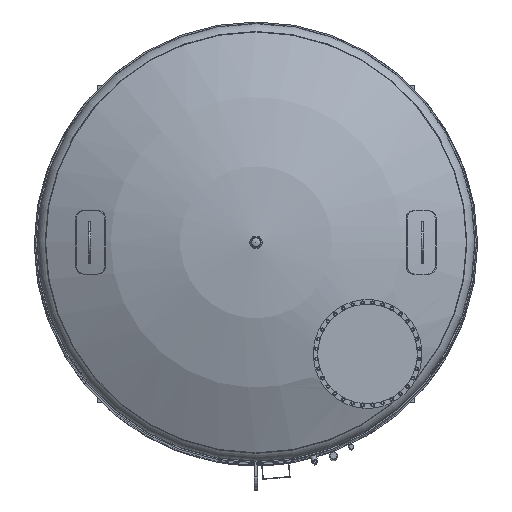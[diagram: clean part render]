
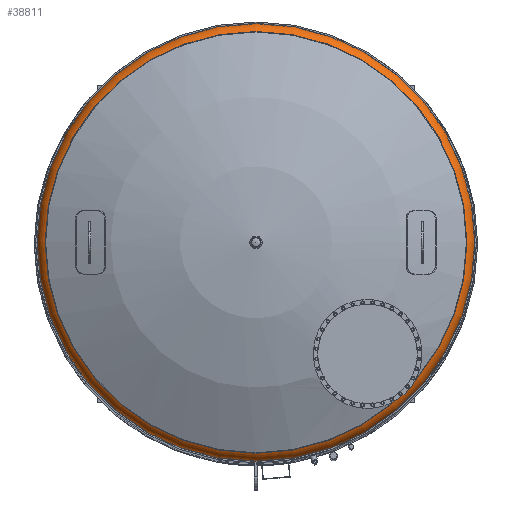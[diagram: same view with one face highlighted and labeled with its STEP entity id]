
A CAD part, top view. The second image highlights one B-rep face of the part: STEP entity #38811.
In plain terms, the highlighted toroidal (fillet/blend) face has major radius 1346.33 mm and minor radius 103.667 mm.
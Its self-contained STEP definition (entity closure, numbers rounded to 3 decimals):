
#38780=CARTESIAN_POINT('',(-1396.12,0.,6415.429));
#38781=VERTEX_POINT('',#38780);
#38782=CARTESIAN_POINT('',(0.,0.,6415.429));
#38783=DIRECTION('',(0.0,0.0,-1.0));
#38784=DIRECTION('',(-1.0,0.0,0.0));
#38785=AXIS2_PLACEMENT_3D('',#38782,#38783,#38784);
#38786=CIRCLE('',#38785,1396.12);
#38787=EDGE_CURVE('',#38781,#38781,#38786,.T.);
#38792=CARTESIAN_POINT('',(0.,0.,6324.5));
#38793=DIRECTION('',(0.,0.,-1.0));
#38794=DIRECTION('',(0.0,-1.0,0.0));
#38795=AXIS2_PLACEMENT_3D('',#38792,#38793,#38794);
#38796=TOROIDAL_SURFACE('',#38795,1346.333,103.667);
#38797=CARTESIAN_POINT('',(-1450.,0.,6324.5));
#38798=VERTEX_POINT('',#38797);
#38799=CARTESIAN_POINT('',(0.,0.,6324.5));
#38800=DIRECTION('',(0.0,0.0,-1.0));
#38801=DIRECTION('',(-1.0,0.0,0.0));
#38802=AXIS2_PLACEMENT_3D('',#38799,#38800,#38801);
#38803=CIRCLE('',#38802,1450.);
#38804=EDGE_CURVE('',#38798,#38798,#38803,.T.);
#38805=ORIENTED_EDGE('',*,*,#38804,.F.);
#38806=EDGE_LOOP('',(#38805));
#38807=FACE_OUTER_BOUND('',#38806,.T.);
#38808=ORIENTED_EDGE('',*,*,#38787,.T.);
#38809=EDGE_LOOP('',(#38808));
#38810=FACE_BOUND('',#38809,.T.);
#38811=ADVANCED_FACE('',(#38807,#38810),#38796,.T.);
